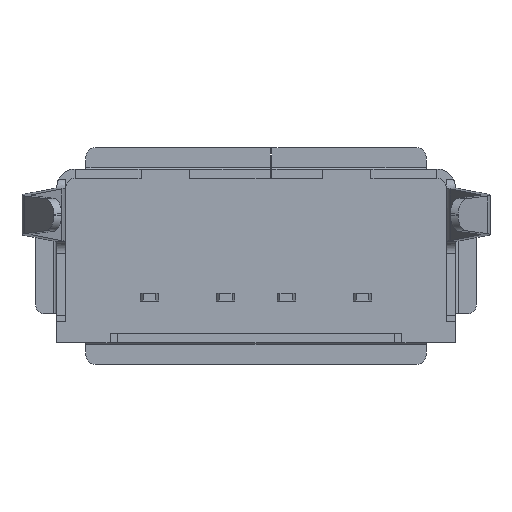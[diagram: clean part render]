
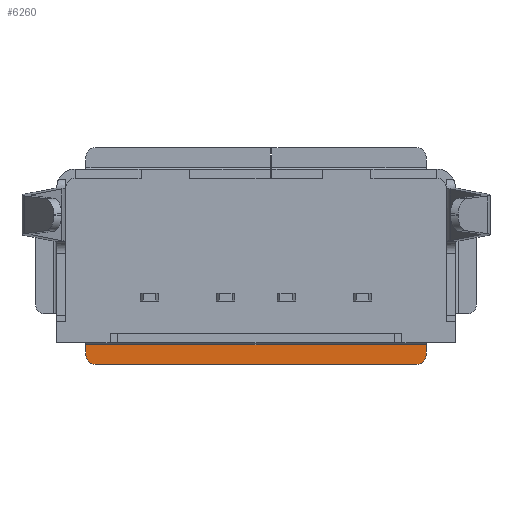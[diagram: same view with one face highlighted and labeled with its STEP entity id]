
A CAD part, front view. The second image highlights one B-rep face of the part: STEP entity #6260.
In plain terms, the highlighted planar face has unit normal (0, -1, 0).
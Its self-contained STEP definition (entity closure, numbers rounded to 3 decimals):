
#325 = EDGE_CURVE ( 'NONE', #3374, #11670, #17561, .T. ) ;
#527 = CARTESIAN_POINT ( 'NONE',  ( -5.59, 12.7, -3.26 ) ) ;
#719 = EDGE_CURVE ( 'NONE', #11670, #16374, #13097, .T. ) ;
#1186 = EDGE_LOOP ( 'NONE', ( #8979, #2312, #9875, #12684, #11695, #7511 ) ) ;
#1209 = VERTEX_POINT ( 'NONE', #13071 ) ;
#1930 = LINE ( 'NONE', #10876, #14723 ) ;
#2148 = DIRECTION ( 'NONE',  ( -1., 0., 0. ) ) ;
#2312 = ORIENTED_EDGE ( 'NONE', *, *, #19272, .T. ) ;
#2435 = CARTESIAN_POINT ( 'NONE',  ( 0., 12.7, -3.56 ) ) ;
#2589 = DIRECTION ( 'NONE',  ( 0., 0., -1. ) ) ;
#3003 = DIRECTION ( 'NONE',  ( 0., -1., 0. ) ) ;
#3374 = VERTEX_POINT ( 'NONE', #4882 ) ;
#3860 = EDGE_CURVE ( 'NONE', #1209, #9903, #11288, .T. ) ;
#4882 = CARTESIAN_POINT ( 'NONE',  ( 5.59, 12.7, -3.26 ) ) ;
#5361 = CARTESIAN_POINT ( 'NONE',  ( 5.59, 12.7, 0. ) ) ;
#5466 = VECTOR ( 'NONE', #14509, 1000. ) ;
#5539 = DIRECTION ( 'NONE',  ( 0., 0., -1. ) ) ;
#5847 = CARTESIAN_POINT ( 'NONE',  ( 5.29, 12.7, -3.26 ) ) ;
#5945 = CIRCLE ( 'NONE', #16639, 0.3 ) ;
#6081 = VERTEX_POINT ( 'NONE', #6614 ) ;
#6260 = ADVANCED_FACE ( 'NONE', ( #8399 ), #13024, .T. ) ;
#6614 = CARTESIAN_POINT ( 'NONE',  ( 5.29, 12.7, -3.56 ) ) ;
#7511 = ORIENTED_EDGE ( 'NONE', *, *, #3860, .F. ) ;
#8044 = CARTESIAN_POINT ( 'NONE',  ( 5.59, 12.7, -2.91 ) ) ;
#8399 = FACE_OUTER_BOUND ( 'NONE', #1186, .T. ) ;
#8469 = EDGE_CURVE ( 'NONE', #6081, #1209, #18945, .T. ) ;
#8979 = ORIENTED_EDGE ( 'NONE', *, *, #8469, .F. ) ;
#9863 = DIRECTION ( 'NONE',  ( 0., -1., 0. ) ) ;
#9875 = ORIENTED_EDGE ( 'NONE', *, *, #325, .T. ) ;
#9903 = VERTEX_POINT ( 'NONE', #527 ) ;
#10037 = DIRECTION ( 'NONE',  ( -1., 0., 0. ) ) ;
#10142 = AXIS2_PLACEMENT_3D ( 'NONE', #17342, #9863, #5539 ) ;
#10876 = CARTESIAN_POINT ( 'NONE',  ( -5.59, 12.7, 0. ) ) ;
#11186 = VECTOR ( 'NONE', #2148, 1000. ) ;
#11288 = CIRCLE ( 'NONE', #19131, 0.3 ) ;
#11670 = VERTEX_POINT ( 'NONE', #8044 ) ;
#11695 = ORIENTED_EDGE ( 'NONE', *, *, #19009, .F. ) ;
#12684 = ORIENTED_EDGE ( 'NONE', *, *, #719, .T. ) ;
#13024 = PLANE ( 'NONE',  #10142 ) ;
#13026 = DIRECTION ( 'NONE',  ( 0., 1., 0. ) ) ;
#13071 = CARTESIAN_POINT ( 'NONE',  ( -5.29, 12.7, -3.56 ) ) ;
#13097 = LINE ( 'NONE', #19085, #18901 ) ;
#14509 = DIRECTION ( 'NONE',  ( 0., 0., 1. ) ) ;
#14723 = VECTOR ( 'NONE', #15698, 1000. ) ;
#15698 = DIRECTION ( 'NONE',  ( 0., 0., 1. ) ) ;
#16374 = VERTEX_POINT ( 'NONE', #18539 ) ;
#16639 = AXIS2_PLACEMENT_3D ( 'NONE', #5847, #3003, #17859 ) ;
#17342 = CARTESIAN_POINT ( 'NONE',  ( 0., 12.7, 0. ) ) ;
#17441 = CARTESIAN_POINT ( 'NONE',  ( -5.29, 12.7, -3.26 ) ) ;
#17561 = LINE ( 'NONE', #5361, #5466 ) ;
#17859 = DIRECTION ( 'NONE',  ( 0., 0., -1. ) ) ;
#18539 = CARTESIAN_POINT ( 'NONE',  ( -5.59, 12.7, -2.91 ) ) ;
#18901 = VECTOR ( 'NONE', #10037, 1000. ) ;
#18945 = LINE ( 'NONE', #2435, #11186 ) ;
#19009 = EDGE_CURVE ( 'NONE', #9903, #16374, #1930, .T. ) ;
#19085 = CARTESIAN_POINT ( 'NONE',  ( 0., 12.7, -2.91 ) ) ;
#19131 = AXIS2_PLACEMENT_3D ( 'NONE', #17441, #13026, #2589 ) ;
#19272 = EDGE_CURVE ( 'NONE', #6081, #3374, #5945, .T. ) ;
